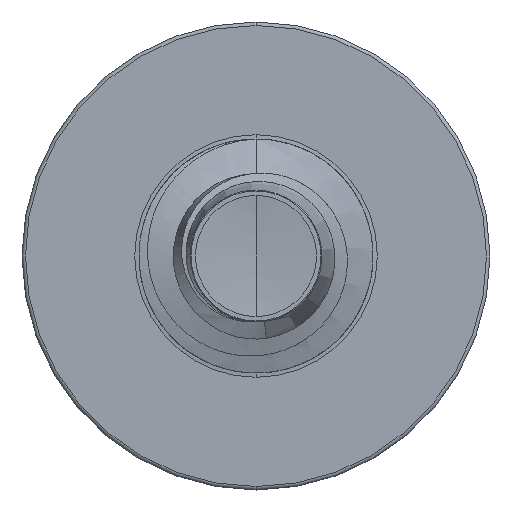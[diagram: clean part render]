
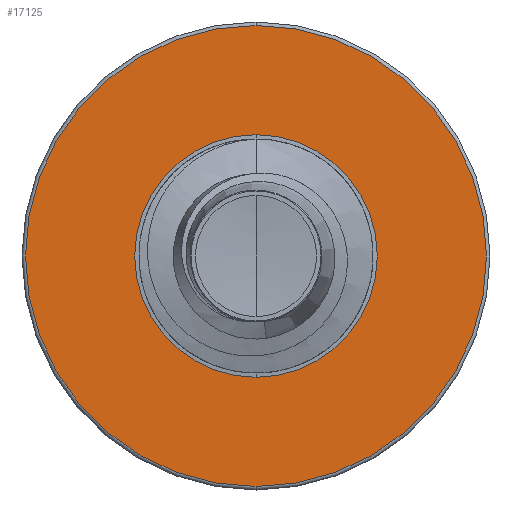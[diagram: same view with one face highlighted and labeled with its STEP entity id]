
A CAD part, front view. The second image highlights one B-rep face of the part: STEP entity #17125.
In plain terms, the highlighted planar face has unit normal (0, -1, 0).
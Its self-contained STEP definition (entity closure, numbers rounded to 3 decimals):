
#725 = FACE_OUTER_BOUND ( 'NONE', #11753, .T. ) ;
#1041 = PLANE ( 'NONE',  #2184 ) ;
#1560 = CIRCLE ( 'NONE', #14171, 1.296 ) ;
#1957 = DIRECTION ( 'NONE',  ( 0., 0., 1. ) ) ;
#1977 = DIRECTION ( 'NONE',  ( 0., 1., 0. ) ) ;
#1983 = CARTESIAN_POINT ( 'NONE',  ( 0., 10., 0. ) ) ;
#2184 = AXIS2_PLACEMENT_3D ( 'NONE', #2998, #15886, #13687 ) ;
#2285 = DIRECTION ( 'NONE',  ( 0., 0., 1. ) ) ;
#2310 = DIRECTION ( 'NONE',  ( 0., 1., 0. ) ) ;
#2316 = CARTESIAN_POINT ( 'NONE',  ( 0., 10., 0. ) ) ;
#2936 = DIRECTION ( 'NONE',  ( 0., 0., 1. ) ) ;
#2943 = DIRECTION ( 'NONE',  ( 0., 1., 0. ) ) ;
#2955 = ORIENTED_EDGE ( 'NONE', *, *, #9311, .F. ) ;
#2970 = CARTESIAN_POINT ( 'NONE',  ( 0., 10., 0. ) ) ;
#2998 = CARTESIAN_POINT ( 'NONE',  ( 0., 10., -1.296 ) ) ;
#3803 = EDGE_LOOP ( 'NONE', ( #16432, #14674 ) ) ;
#4287 = CIRCLE ( 'NONE', #5921, 2.462 ) ;
#4358 = CARTESIAN_POINT ( 'NONE',  ( 0., 10., -1.296 ) ) ;
#4869 = DIRECTION ( 'NONE',  ( 0., 0., 1. ) ) ;
#4891 = DIRECTION ( 'NONE',  ( 0., 1., 0. ) ) ;
#4896 = CARTESIAN_POINT ( 'NONE',  ( 0., 10., 0. ) ) ;
#5746 = EDGE_CURVE ( 'NONE', #10769, #9494, #4287, .T. ) ;
#5921 = AXIS2_PLACEMENT_3D ( 'NONE', #1983, #1977, #1957 ) ;
#6405 = CIRCLE ( 'NONE', #17911, 2.462 ) ;
#6667 = EDGE_CURVE ( 'NONE', #18769, #14371, #11109, .T. ) ;
#9281 = EDGE_CURVE ( 'NONE', #14371, #18769, #1560, .T. ) ;
#9311 = EDGE_CURVE ( 'NONE', #9494, #10769, #6405, .T. ) ;
#9494 = VERTEX_POINT ( 'NONE', #16018 ) ;
#9957 = FACE_BOUND ( 'NONE', #3803, .T. ) ;
#10166 = CARTESIAN_POINT ( 'NONE',  ( 0., 10., 1.296 ) ) ;
#10769 = VERTEX_POINT ( 'NONE', #16686 ) ;
#11109 = CIRCLE ( 'NONE', #13397, 1.296 ) ;
#11753 = EDGE_LOOP ( 'NONE', ( #15462, #2955 ) ) ;
#13397 = AXIS2_PLACEMENT_3D ( 'NONE', #4896, #4891, #4869 ) ;
#13687 = DIRECTION ( 'NONE',  ( 0., 0., 1. ) ) ;
#14171 = AXIS2_PLACEMENT_3D ( 'NONE', #2970, #2943, #2936 ) ;
#14371 = VERTEX_POINT ( 'NONE', #10166 ) ;
#14674 = ORIENTED_EDGE ( 'NONE', *, *, #6667, .T. ) ;
#15462 = ORIENTED_EDGE ( 'NONE', *, *, #5746, .F. ) ;
#15886 = DIRECTION ( 'NONE',  ( 0., 1., 0. ) ) ;
#16018 = CARTESIAN_POINT ( 'NONE',  ( 0., 10., -2.462 ) ) ;
#16432 = ORIENTED_EDGE ( 'NONE', *, *, #9281, .T. ) ;
#16686 = CARTESIAN_POINT ( 'NONE',  ( 0., 10., 2.463 ) ) ;
#17125 = ADVANCED_FACE ( 'NONE', ( #725, #9957 ), #1041, .F. ) ;
#17911 = AXIS2_PLACEMENT_3D ( 'NONE', #2316, #2310, #2285 ) ;
#18769 = VERTEX_POINT ( 'NONE', #4358 ) ;
